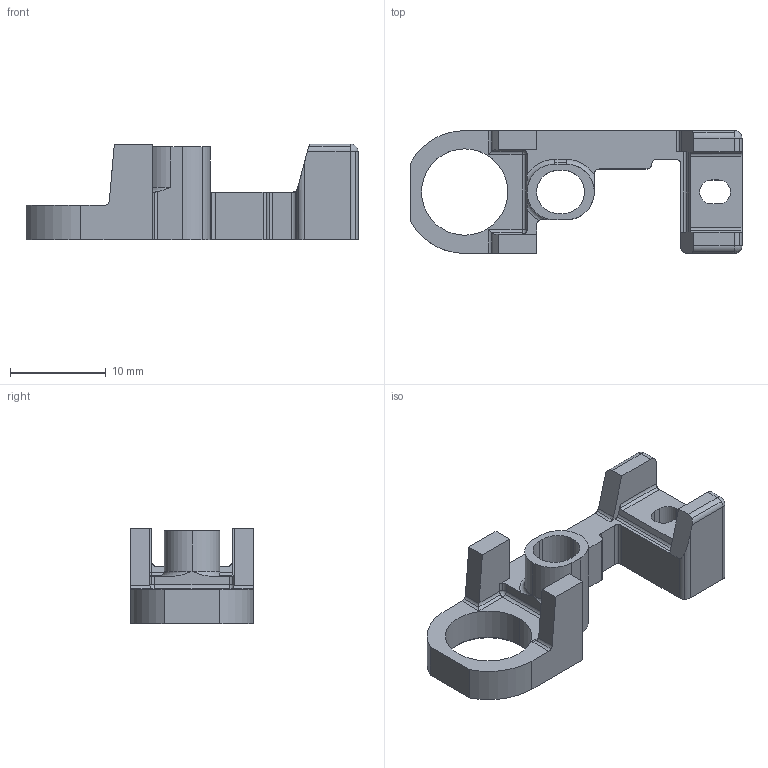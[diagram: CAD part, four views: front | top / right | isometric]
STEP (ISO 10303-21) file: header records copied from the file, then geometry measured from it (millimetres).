
FILE_DESCRIPTION(('produced by SPATIAL CORP'),'2;1');
FILE_NAME('gehaeuse.hh.sat.stp', '2002-04-22T18:05:38+00:00',('SPATIAL CORP'),('SPATIAL CORP'), 'ACIS STEP Husk','http://www.spatial.com','SPATIAL CORP');
FILE_SCHEMA(('CONFIG_CONTROL_DESIGN'));
Length unit declared in the file: millimetre
Products named in the file (1): PRODUCT_ID_1
Bounding box: 34.6 x 12.8 x 10 mm (x, y, z)
Volume: 1335.3 mm3; surface area: 1657.5 mm2
Topology: 1 solids, 1 shells, 126 faces, 353 edges, 223 vertices
Faces by surface type: cylinder 74, plane 41, sphere 6, torus 3, cone 2
Entity records: 3584 total; most frequent: ORIENTED_EDGE 694, CARTESIAN_POINT 600, DIRECTION 522, EDGE_CURVE 347, VERTEX_POINT 223, VECTOR 188, LINE 188, AXIS2_PLACEMENT_3D 167
